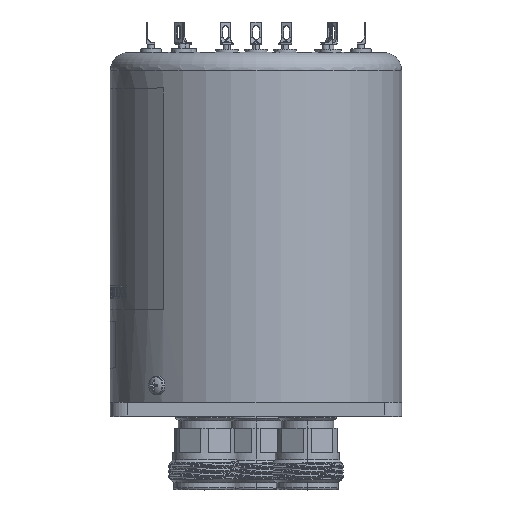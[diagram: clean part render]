
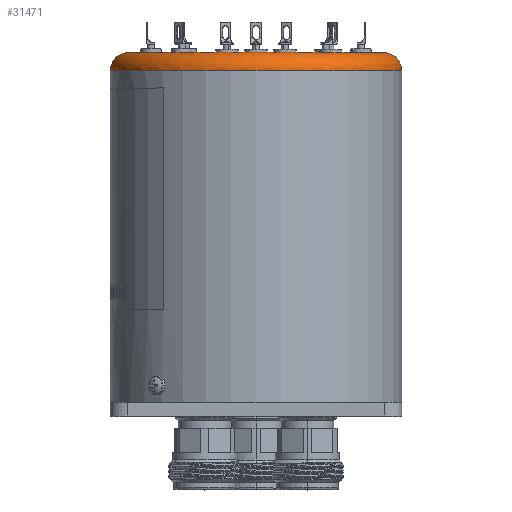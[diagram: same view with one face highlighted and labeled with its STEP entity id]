
A CAD part, top view. The second image highlights one B-rep face of the part: STEP entity #31471.
In plain terms, the highlighted toroidal (fillet/blend) face has major radius 27.788 mm and minor radius 3.937 mm.
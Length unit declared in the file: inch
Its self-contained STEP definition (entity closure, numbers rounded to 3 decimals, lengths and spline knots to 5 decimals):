
#21 = CIRCLE ( 'NONE', #8761, 1.094 ) ;
#614 = ORIENTED_EDGE ( 'NONE', *, *, #19011, .F. ) ;
#1155 = VERTEX_POINT ( 'NONE', #14621 ) ;
#2657 = DIRECTION ( 'NONE',  ( 0., 1., 0. ) ) ;
#4763 = EDGE_CURVE ( 'NONE', #1155, #21755, #19985, .T. ) ;
#6562 = AXIS2_PLACEMENT_3D ( 'NONE', #35806, #25198, #8556 ) ;
#8125 = DIRECTION ( 'NONE',  ( 0., 0., 1. ) ) ;
#8556 = DIRECTION ( 'NONE',  ( 0., 0., 1. ) ) ;
#8761 = AXIS2_PLACEMENT_3D ( 'NONE', #10512, #2657, #8125 ) ;
#10512 = CARTESIAN_POINT ( 'NONE',  ( 0., 2.561, 0. ) ) ;
#10660 = ORIENTED_EDGE ( 'NONE', *, *, #4763, .F. ) ;
#11748 = CARTESIAN_POINT ( 'NONE',  ( 0., 2.406, -1.094 ) ) ;
#11926 = DIRECTION ( 'NONE',  ( 0., 0., -1. ) ) ;
#12912 = EDGE_LOOP ( 'NONE', ( #18838, #33363, #614, #10660 ) ) ;
#13274 = AXIS2_PLACEMENT_3D ( 'NONE', #17585, #31112, #31475 ) ;
#14573 = CARTESIAN_POINT ( 'NONE',  ( 0., 2.406, 0. ) ) ;
#14621 = CARTESIAN_POINT ( 'NONE',  ( 0., 2.406, 1.249 ) ) ;
#16818 = EDGE_CURVE ( 'NONE', #24278, #34625, #21528, .T. ) ;
#17488 = AXIS2_PLACEMENT_3D ( 'NONE', #11748, #20319, #11926 ) ;
#17585 = CARTESIAN_POINT ( 'NONE',  ( 0., 2.406, 0. ) ) ;
#18838 = ORIENTED_EDGE ( 'NONE', *, *, #27123, .T. ) ;
#18877 = CARTESIAN_POINT ( 'NONE',  ( 0., 2.561, 1.094 ) ) ;
#18887 = CARTESIAN_POINT ( 'NONE',  ( 0., 2.406, -1.249 ) ) ;
#19011 = EDGE_CURVE ( 'NONE', #21755, #34625, #21, .T. ) ;
#19766 = FACE_OUTER_BOUND ( 'NONE', #12912, .T. ) ;
#19985 = CIRCLE ( 'NONE', #6562, 0.155 ) ;
#20319 = DIRECTION ( 'NONE',  ( 1., 0., 0. ) ) ;
#21528 = CIRCLE ( 'NONE', #17488, 0.155 ) ;
#21755 = VERTEX_POINT ( 'NONE', #18877 ) ;
#24278 = VERTEX_POINT ( 'NONE', #18887 ) ;
#25198 = DIRECTION ( 'NONE',  ( -1., 0., 0. ) ) ;
#25540 = CARTESIAN_POINT ( 'NONE',  ( 0., 2.561, -1.094 ) ) ;
#25724 = DIRECTION ( 'NONE',  ( 0., 0., 1. ) ) ;
#27123 = EDGE_CURVE ( 'NONE', #1155, #24278, #27846, .T. ) ;
#27846 = CIRCLE ( 'NONE', #33080, 1.249 ) ;
#28102 = DIRECTION ( 'NONE',  ( 0., 1., 0. ) ) ;
#29030 = TOROIDAL_SURFACE ( 'NONE', #13274, 1.094, 0.155 ) ;
#31112 = DIRECTION ( 'NONE',  ( 0., 1., 0. ) ) ;
#31471 = ADVANCED_FACE ( 'NONE', ( #19766 ), #29030, .T. ) ;
#31475 = DIRECTION ( 'NONE',  ( 0., 0., 1. ) ) ;
#33080 = AXIS2_PLACEMENT_3D ( 'NONE', #14573, #28102, #25724 ) ;
#33363 = ORIENTED_EDGE ( 'NONE', *, *, #16818, .T. ) ;
#34625 = VERTEX_POINT ( 'NONE', #25540 ) ;
#35806 = CARTESIAN_POINT ( 'NONE',  ( 0., 2.406, 1.094 ) ) ;
